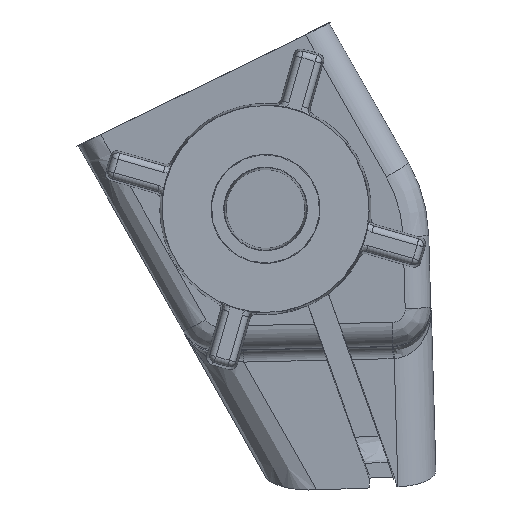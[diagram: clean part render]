
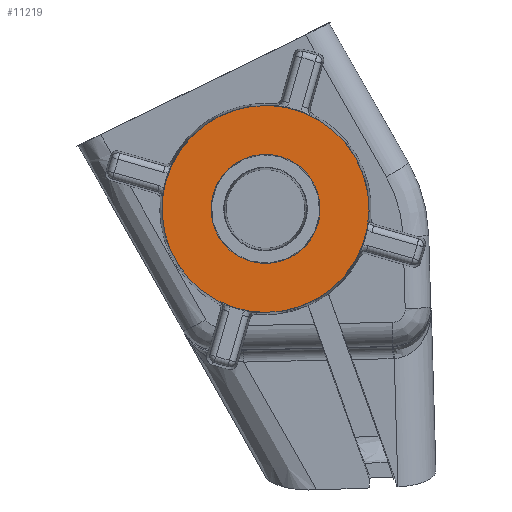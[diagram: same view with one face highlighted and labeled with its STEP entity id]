
A CAD part, front view. The second image highlights one B-rep face of the part: STEP entity #11219.
In plain terms, the highlighted planar face has unit normal (0, -1, 0).
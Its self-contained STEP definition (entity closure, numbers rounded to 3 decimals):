
#11219 = ADVANCED_FACE('',(#11220,#11269),#11235,.T.);
#11220 = FACE_BOUND('',#11221,.T.);
#11221 = EDGE_LOOP('',(#11222,#11250));
#11222 = ORIENTED_EDGE('',*,*,#11223,.F.);
#11223 = EDGE_CURVE('',#11224,#11226,#11228,.T.);
#11224 = VERTEX_POINT('',#11225);
#11225 = CARTESIAN_POINT('',(1514.001,-764.794,
    1436.971));
#11226 = VERTEX_POINT('',#11227);
#11227 = CARTESIAN_POINT('',(1514.806,-764.794,
    1444.898));
#11228 = SURFACE_CURVE('',#11229,(#11234),.PCURVE_S1.);
#11229 = CIRCLE('',#11230,4.004);
#11230 = AXIS2_PLACEMENT_3D('',#11231,#11232,#11233);
#11231 = CARTESIAN_POINT('',(1514.001,-764.794,
    1440.975));
#11232 = DIRECTION('',(0.,1.,0.));
#11233 = DIRECTION('',(0.,0.,-1.));
#11234 = PCURVE('',#11235,#11240);
#11235 = PLANE('',#11236);
#11236 = AXIS2_PLACEMENT_3D('',#11237,#11238,#11239);
#11237 = CARTESIAN_POINT('',(1514.001,-764.794,
    1440.975));
#11238 = DIRECTION('',(0.,-1.,0.));
#11239 = DIRECTION('',(0.,0.,-1.));
#11240 = DEFINITIONAL_REPRESENTATION('',(#11241),#11249);
#11241 = ( BOUNDED_CURVE() B_SPLINE_CURVE(2,(#11242,#11243,#11244,#11245
    ,#11246,#11247,#11248),.UNSPECIFIED.,.T.,.F.) 
B_SPLINE_CURVE_WITH_KNOTS((1,2,2,2,2,1),(-2.094,0.,
    2.094,4.189,6.283,8.378),
.UNSPECIFIED.) CURVE() GEOMETRIC_REPRESENTATION_ITEM() 
RATIONAL_B_SPLINE_CURVE((1.,0.5,1.,0.5,1.,0.5,1.)) REPRESENTATION_ITEM(
  '') );
#11242 = CARTESIAN_POINT('',(4.004,0.));
#11243 = CARTESIAN_POINT('',(4.004,-6.936));
#11244 = CARTESIAN_POINT('',(-2.002,-3.468));
#11245 = CARTESIAN_POINT('',(-8.009,0.));
#11246 = CARTESIAN_POINT('',(-2.002,3.468));
#11247 = CARTESIAN_POINT('',(4.004,6.936));
#11248 = CARTESIAN_POINT('',(4.004,0.));
#11249 = ( GEOMETRIC_REPRESENTATION_CONTEXT(2) 
PARAMETRIC_REPRESENTATION_CONTEXT() REPRESENTATION_CONTEXT('2D SPACE',''
  ) );
#11250 = ORIENTED_EDGE('',*,*,#11251,.F.);
#11251 = EDGE_CURVE('',#11226,#11224,#11252,.T.);
#11252 = SURFACE_CURVE('',#11253,(#11258),.PCURVE_S1.);
#11253 = CIRCLE('',#11254,4.004);
#11254 = AXIS2_PLACEMENT_3D('',#11255,#11256,#11257);
#11255 = CARTESIAN_POINT('',(1514.001,-764.794,
    1440.975));
#11256 = DIRECTION('',(0.,1.,0.));
#11257 = DIRECTION('',(0.,0.,-1.));
#11258 = PCURVE('',#11235,#11259);
#11259 = DEFINITIONAL_REPRESENTATION('',(#11260),#11268);
#11260 = ( BOUNDED_CURVE() B_SPLINE_CURVE(2,(#11261,#11262,#11263,#11264
    ,#11265,#11266,#11267),.UNSPECIFIED.,.T.,.F.) 
B_SPLINE_CURVE_WITH_KNOTS((1,2,2,2,2,1),(-2.094,0.,
    2.094,4.189,6.283,8.378),
.UNSPECIFIED.) CURVE() GEOMETRIC_REPRESENTATION_ITEM() 
RATIONAL_B_SPLINE_CURVE((1.,0.5,1.,0.5,1.,0.5,1.)) REPRESENTATION_ITEM(
  '') );
#11261 = CARTESIAN_POINT('',(4.004,0.));
#11262 = CARTESIAN_POINT('',(4.004,-6.936));
#11263 = CARTESIAN_POINT('',(-2.002,-3.468));
#11264 = CARTESIAN_POINT('',(-8.009,0.));
#11265 = CARTESIAN_POINT('',(-2.002,3.468));
#11266 = CARTESIAN_POINT('',(4.004,6.936));
#11267 = CARTESIAN_POINT('',(4.004,0.));
#11268 = ( GEOMETRIC_REPRESENTATION_CONTEXT(2) 
PARAMETRIC_REPRESENTATION_CONTEXT() REPRESENTATION_CONTEXT('2D SPACE',''
  ) );
#11269 = FACE_BOUND('',#11270,.T.);
#11270 = EDGE_LOOP('',(#11271,#11294));
#11271 = ORIENTED_EDGE('',*,*,#11272,.T.);
#11272 = EDGE_CURVE('',#11273,#11275,#11277,.T.);
#11273 = VERTEX_POINT('',#11274);
#11274 = CARTESIAN_POINT('',(1514.001,-764.794,
    1438.865));
#11275 = VERTEX_POINT('',#11276);
#11276 = CARTESIAN_POINT('',(1514.583,-764.794,
    1443.003));
#11277 = SURFACE_CURVE('',#11278,(#11283),.PCURVE_S1.);
#11278 = CIRCLE('',#11279,2.11);
#11279 = AXIS2_PLACEMENT_3D('',#11280,#11281,#11282);
#11280 = CARTESIAN_POINT('',(1514.001,-764.794,
    1440.975));
#11281 = DIRECTION('',(0.,1.,0.));
#11282 = DIRECTION('',(0.,0.,-1.));
#11283 = PCURVE('',#11235,#11284);
#11284 = DEFINITIONAL_REPRESENTATION('',(#11285),#11293);
#11285 = ( BOUNDED_CURVE() B_SPLINE_CURVE(2,(#11286,#11287,#11288,#11289
    ,#11290,#11291,#11292),.UNSPECIFIED.,.T.,.F.) 
B_SPLINE_CURVE_WITH_KNOTS((1,2,2,2,2,1),(-2.094,0.,
    2.094,4.189,6.283,8.378),
.UNSPECIFIED.) CURVE() GEOMETRIC_REPRESENTATION_ITEM() 
RATIONAL_B_SPLINE_CURVE((1.,0.5,1.,0.5,1.,0.5,1.)) REPRESENTATION_ITEM(
  '') );
#11286 = CARTESIAN_POINT('',(2.11,0.));
#11287 = CARTESIAN_POINT('',(2.11,-3.654));
#11288 = CARTESIAN_POINT('',(-1.055,-1.827));
#11289 = CARTESIAN_POINT('',(-4.219,0.));
#11290 = CARTESIAN_POINT('',(-1.055,1.827));
#11291 = CARTESIAN_POINT('',(2.11,3.654));
#11292 = CARTESIAN_POINT('',(2.11,0.));
#11293 = ( GEOMETRIC_REPRESENTATION_CONTEXT(2) 
PARAMETRIC_REPRESENTATION_CONTEXT() REPRESENTATION_CONTEXT('2D SPACE',''
  ) );
#11294 = ORIENTED_EDGE('',*,*,#11295,.T.);
#11295 = EDGE_CURVE('',#11275,#11273,#11296,.T.);
#11296 = SURFACE_CURVE('',#11297,(#11302),.PCURVE_S1.);
#11297 = CIRCLE('',#11298,2.11);
#11298 = AXIS2_PLACEMENT_3D('',#11299,#11300,#11301);
#11299 = CARTESIAN_POINT('',(1514.001,-764.794,
    1440.975));
#11300 = DIRECTION('',(0.,1.,0.));
#11301 = DIRECTION('',(0.,0.,-1.));
#11302 = PCURVE('',#11235,#11303);
#11303 = DEFINITIONAL_REPRESENTATION('',(#11304),#11312);
#11304 = ( BOUNDED_CURVE() B_SPLINE_CURVE(2,(#11305,#11306,#11307,#11308
    ,#11309,#11310,#11311),.UNSPECIFIED.,.T.,.F.) 
B_SPLINE_CURVE_WITH_KNOTS((1,2,2,2,2,1),(-2.094,0.,
    2.094,4.189,6.283,8.378),
.UNSPECIFIED.) CURVE() GEOMETRIC_REPRESENTATION_ITEM() 
RATIONAL_B_SPLINE_CURVE((1.,0.5,1.,0.5,1.,0.5,1.)) REPRESENTATION_ITEM(
  '') );
#11305 = CARTESIAN_POINT('',(2.11,0.));
#11306 = CARTESIAN_POINT('',(2.11,-3.654));
#11307 = CARTESIAN_POINT('',(-1.055,-1.827));
#11308 = CARTESIAN_POINT('',(-4.219,0.));
#11309 = CARTESIAN_POINT('',(-1.055,1.827));
#11310 = CARTESIAN_POINT('',(2.11,3.654));
#11311 = CARTESIAN_POINT('',(2.11,0.));
#11312 = ( GEOMETRIC_REPRESENTATION_CONTEXT(2) 
PARAMETRIC_REPRESENTATION_CONTEXT() REPRESENTATION_CONTEXT('2D SPACE',''
  ) );
